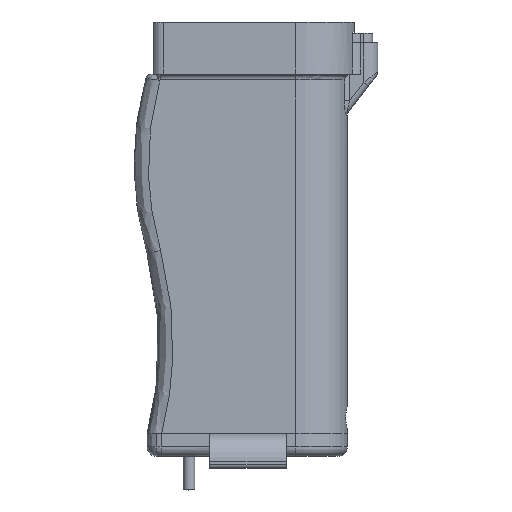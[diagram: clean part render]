
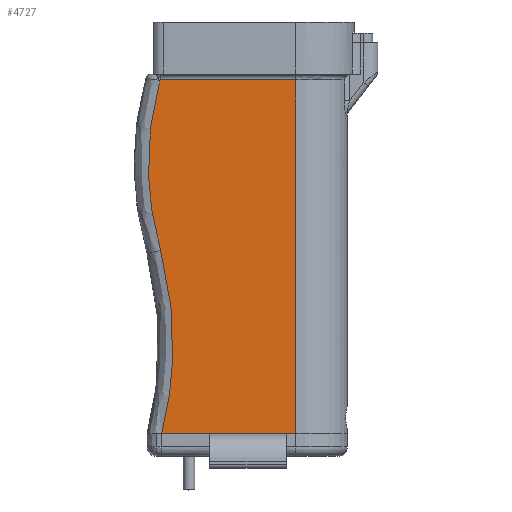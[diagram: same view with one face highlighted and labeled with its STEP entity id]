
A CAD part, top view. The second image highlights one B-rep face of the part: STEP entity #4727.
In plain terms, the highlighted planar face has unit normal (0, -0.003, 1).
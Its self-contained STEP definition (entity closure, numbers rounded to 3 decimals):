
#18=CARTESIAN_POINT('',(-17.848,-47.5,11.05));
#703=DIRECTION('',(0.,1.,0.));
#704=VECTOR('',#703,75.55);
#705=CARTESIAN_POINT('',(10.75,-47.5,11.05));
#706=LINE('',#705,#704);
#1657=DIRECTION('',(-1.,0.,0.));
#1658=VECTOR('',#1657,28.936);
#1659=CARTESIAN_POINT('',(10.75,28.05,11.05));
#1660=LINE('',#1659,#1658);
#1661=DIRECTION('',(-1.,0.,0.));
#1662=VECTOR('',#1661,28.598);
#1663=CARTESIAN_POINT('',(10.75,-47.5,11.05));
#1664=LINE('',#1663,#1662);
#1665=CARTESIAN_POINT('',(-18.056,-8.31,
11.05));
#1666=CARTESIAN_POINT('',(-17.766,-9.423,
11.05));
#1667=CARTESIAN_POINT('',(-17.241,-11.621,
11.05));
#1668=CARTESIAN_POINT('',(-16.608,-14.823,
11.05));
#1669=CARTESIAN_POINT('',(-16.115,-17.966,
11.05));
#1670=CARTESIAN_POINT('',(-15.754,-21.06,
11.05));
#1671=CARTESIAN_POINT('',(-15.517,-24.131,
11.05));
#1672=CARTESIAN_POINT('',(-15.404,-27.202,
11.05));
#1673=CARTESIAN_POINT('',(-15.416,-30.294,
11.05));
#1674=CARTESIAN_POINT('',(-15.556,-33.426,
11.05));
#1675=CARTESIAN_POINT('',(-15.834,-36.615,
11.05));
#1676=CARTESIAN_POINT('',(-16.265,-39.924,
11.05));
#1677=CARTESIAN_POINT('',(-16.892,-43.484,
11.05));
#1678=CARTESIAN_POINT('',(-17.493,-46.124,
11.05));
#1679=CARTESIAN_POINT('',(-17.848,-47.5,11.05));
#1681=CARTESIAN_POINT('',(-18.186,28.05,11.05));
#1682=CARTESIAN_POINT('',(-18.436,27.151,11.05));
#1683=CARTESIAN_POINT('',(-18.9,25.352,11.05));
#1684=CARTESIAN_POINT('',(-19.483,22.653,11.05));
#1685=CARTESIAN_POINT('',(-19.956,19.939,11.05));
#1686=CARTESIAN_POINT('',(-20.314,17.219,11.05));
#1687=CARTESIAN_POINT('',(-20.558,14.493,11.05));
#1688=CARTESIAN_POINT('',(-20.687,11.761,11.05));
#1689=CARTESIAN_POINT('',(-20.7,9.024,11.05));
#1690=CARTESIAN_POINT('',(-20.595,6.283,11.05));
#1691=CARTESIAN_POINT('',(-20.374,3.538,11.05));
#1692=CARTESIAN_POINT('',(-20.035,0.793,
11.05));
#1693=CARTESIAN_POINT('',(-19.573,-1.997,
11.05));
#1694=CARTESIAN_POINT('',(-18.948,-4.977,
11.05));
#1695=CARTESIAN_POINT('',(-18.381,-7.171,
11.05));
#1696=CARTESIAN_POINT('',(-18.056,-8.31,
11.05));
#1833=CARTESIAN_POINT('',(10.75,-47.5,11.05));
#1835=VERTEX_POINT('',#1833);
#1836=VERTEX_POINT('',#18);
#1839=VERTEX_POINT('',#1665);
#1930=CARTESIAN_POINT('',(10.75,28.05,11.05));
#1932=VERTEX_POINT('',#1930);
#1959=CARTESIAN_POINT('',(-18.186,28.05,11.05));
#1960=VERTEX_POINT('',#1959);
#4715=CARTESIAN_POINT('',(-18.95,-47.5,11.05));
#4716=DIRECTION('',(0.,0.,-1.));
#4717=DIRECTION('',(1.,0.,0.));
#4718=AXIS2_PLACEMENT_3D('',#4715,#4716,#4717);
#4719=PLANE('',#4718);
#4720=ORIENTED_EDGE('',*,*,#4705,.F.);
#4721=ORIENTED_EDGE('',*,*,#3133,.F.);
#4722=ORIENTED_EDGE('',*,*,#2127,.T.);
#4723=ORIENTED_EDGE('',*,*,#2402,.F.);
#4724=ORIENTED_EDGE('',*,*,#2478,.F.);
#4725=EDGE_LOOP('',(#4720,#4721,#4722,#4723,#4724));
#4726=FACE_OUTER_BOUND('',#4725,.F.);
#4727=ADVANCED_FACE('',(#4726),#4719,.F.);
#1680=B_SPLINE_CURVE_WITH_KNOTS('',3,(#1665,#1666,#1667,#1668,#1669,#1670,#1671,
#1672,#1673,#1674,#1675,#1676,#1677,#1678,#1679),.UNSPECIFIED.,.F.,.F.,(4,1,1,1,
1,1,1,1,1,1,1,1,4),(0.,0.083,0.167,0.25,
0.333,0.417,0.5,0.583,0.667,
0.75,0.833,0.917,1.),.UNSPECIFIED.);
#1697=B_SPLINE_CURVE_WITH_KNOTS('',3,(#1681,#1682,#1683,#1684,#1685,#1686,#1687,
#1688,#1689,#1690,#1691,#1692,#1693,#1694,#1695,#1696),.UNSPECIFIED.,.F.,.F.,(4,
1,1,1,1,1,1,1,1,1,1,1,1,4),(0.,0.077,0.154,
0.231,0.308,0.385,0.462,
0.538,0.615,0.692,0.769,
0.846,0.923,1.),.UNSPECIFIED.);
#2127=EDGE_CURVE('',#1835,#1836,#1664,.T.);
#2402=EDGE_CURVE('',#1839,#1836,#1680,.T.);
#2478=EDGE_CURVE('',#1960,#1839,#1697,.T.);
#3133=EDGE_CURVE('',#1835,#1932,#706,.T.);
#4705=EDGE_CURVE('',#1932,#1960,#1660,.T.);
